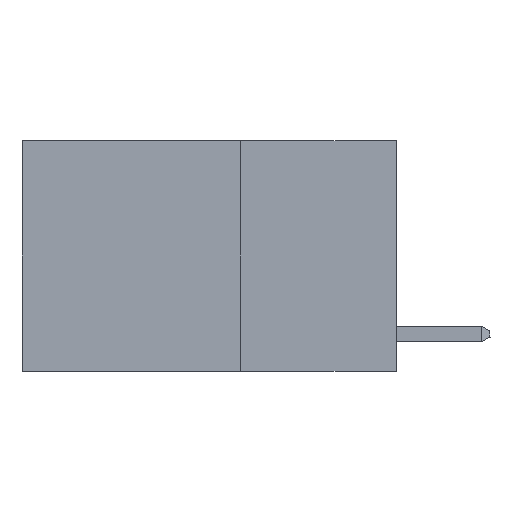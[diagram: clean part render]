
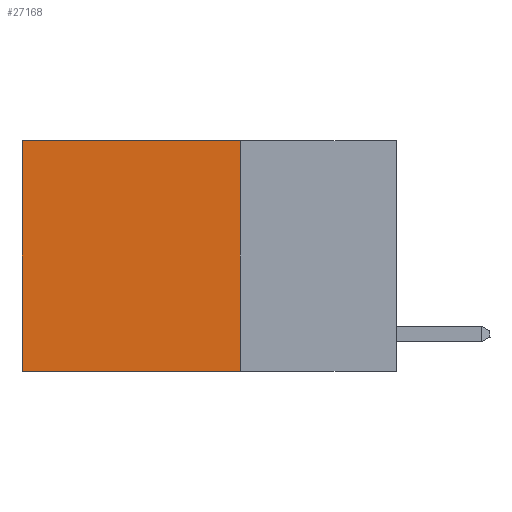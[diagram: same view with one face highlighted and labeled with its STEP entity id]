
A CAD part, left-side view. The second image highlights one B-rep face of the part: STEP entity #27168.
In plain terms, the highlighted planar face has unit normal (-1, 0, 0).
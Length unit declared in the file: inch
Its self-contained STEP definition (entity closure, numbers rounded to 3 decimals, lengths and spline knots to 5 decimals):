
#1182 = DIRECTION ( 'NONE',  ( 0., 0., -1. ) ) ;
#1589 = LINE ( 'NONE', #23236, #24827 ) ;
#3136 = DIRECTION ( 'NONE',  ( 0., 0., -1. ) ) ;
#4244 = ORIENTED_EDGE ( 'NONE', *, *, #23711, .F. ) ;
#4353 = LINE ( 'NONE', #24443, #10870 ) ;
#4807 = VECTOR ( 'NONE', #1182, 39.37008 ) ;
#5506 = ORIENTED_EDGE ( 'NONE', *, *, #19569, .F. ) ;
#5558 = PLANE ( 'NONE',  #10392 ) ;
#6186 = VERTEX_POINT ( 'NONE', #7173 ) ;
#6200 = CARTESIAN_POINT ( 'NONE',  ( 0.2625, 0.25, -0.37 ) ) ;
#7173 = CARTESIAN_POINT ( 'NONE',  ( 0.2625, 0.25, 0. ) ) ;
#9007 = CARTESIAN_POINT ( 'NONE',  ( 0.2625, 0.6, -0.37 ) ) ;
#9202 = EDGE_CURVE ( 'NONE', #19112, #13760, #16389, .T. ) ;
#10224 = DIRECTION ( 'NONE',  ( 0., 1., 0. ) ) ;
#10392 = AXIS2_PLACEMENT_3D ( 'NONE', #12144, #27303, #14315 ) ;
#10870 = VECTOR ( 'NONE', #20050, 39.37008 ) ;
#12107 = VERTEX_POINT ( 'NONE', #6200 ) ;
#12144 = CARTESIAN_POINT ( 'NONE',  ( 0.2625, 0.25, 0. ) ) ;
#12149 = CARTESIAN_POINT ( 'NONE',  ( 0.2625, 0.6, 0. ) ) ;
#13020 = EDGE_LOOP ( 'NONE', ( #27782, #4244, #5506, #24713 ) ) ;
#13760 = VERTEX_POINT ( 'NONE', #9007 ) ;
#14038 = CARTESIAN_POINT ( 'NONE',  ( 0.2625, 0.25, 0. ) ) ;
#14315 = DIRECTION ( 'NONE',  ( 0., 0., -1. ) ) ;
#16389 = LINE ( 'NONE', #12149, #4807 ) ;
#17117 = LINE ( 'NONE', #14038, #22938 ) ;
#17443 = FACE_OUTER_BOUND ( 'NONE', #13020, .T. ) ;
#19112 = VERTEX_POINT ( 'NONE', #20796 ) ;
#19569 = EDGE_CURVE ( 'NONE', #6186, #12107, #17117, .T. ) ;
#20050 = DIRECTION ( 'NONE',  ( 0., 1., 0. ) ) ;
#20796 = CARTESIAN_POINT ( 'NONE',  ( 0.2625, 0.6, 0. ) ) ;
#22938 = VECTOR ( 'NONE', #3136, 39.37008 ) ;
#23236 = CARTESIAN_POINT ( 'NONE',  ( 0.2625, 0.25, -0.37 ) ) ;
#23711 = EDGE_CURVE ( 'NONE', #12107, #13760, #1589, .T. ) ;
#24105 = EDGE_CURVE ( 'NONE', #6186, #19112, #4353, .T. ) ;
#24443 = CARTESIAN_POINT ( 'NONE',  ( 0.2625, 0.25, 0. ) ) ;
#24713 = ORIENTED_EDGE ( 'NONE', *, *, #24105, .T. ) ;
#24827 = VECTOR ( 'NONE', #10224, 39.37008 ) ;
#27168 = ADVANCED_FACE ( 'NONE', ( #17443 ), #5558, .F. ) ;
#27303 = DIRECTION ( 'NONE',  ( 1., 0., 0. ) ) ;
#27782 = ORIENTED_EDGE ( 'NONE', *, *, #9202, .T. ) ;
